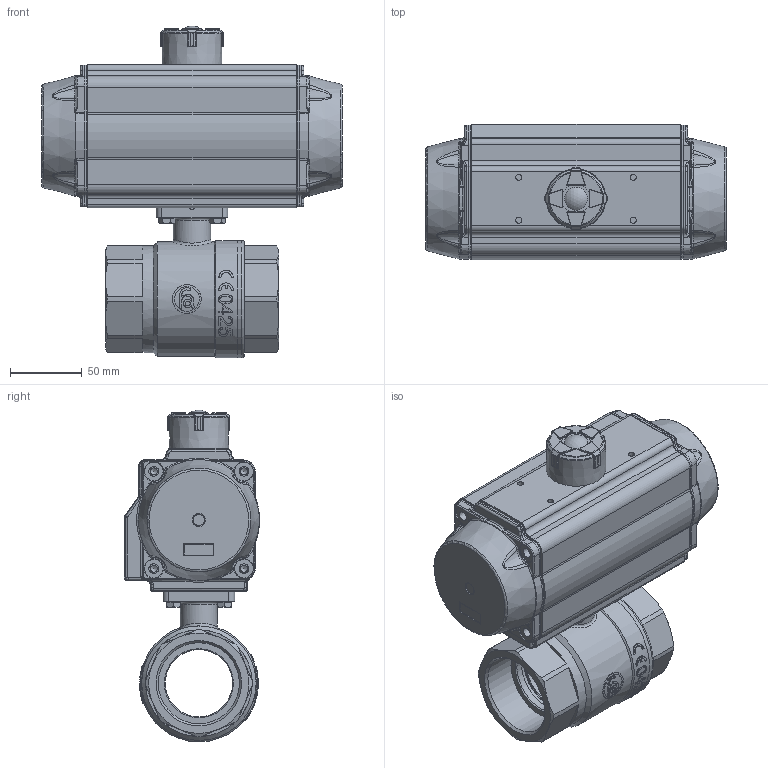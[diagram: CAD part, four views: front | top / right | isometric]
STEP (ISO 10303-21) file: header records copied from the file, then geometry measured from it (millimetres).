
FILE_DESCRIPTION(/* description */ ('Unknown'),/* implementation_level */ '2;1');
FILE_NAME(/* name */ 'PE03 0767-09',/* time_stamp */ '2025-01-14T12:15:03+01:00',/* author */ ('Unknown'),/* organization */ ('Unknown'),/* preprocessor_version */ 'ST-DEVELOPER v19.4',/* originating_system */ 'Solid Edge',/* authorisation */ 'Unknown');
FILE_SCHEMA (('AUTOMOTIVE_DESIGN {1 0 10303 214 3 1 1}'));
Products named in the file (21): PE030767-09; 2.110.050_(767-09); LA0160#11050; AT0042#36; LA0161#050; OR0072#V31; OR0072#V50; LA0022#050; SE0164#050; RO0079#12; PD04_PE03; vt75-2016-06-25; VTE75埴詰; vt75-2016-06-25  酘傷裔; huosai75; Welle; Optische Anzeige; ______; ________(___________; cup head nib bolts with large head gb_GB_FASTENER_BOLT_CHNBW M6X25-N; DIN 933 M6x18 A2-70 BLK_EDST
Assembly tree (30 placements, depth 4):
  PE030767-09
    2.110.050_(767-09)
      LA0160#11050
      AT0042#36
      LA0161#050
      OR0072#V31  x2
      OR0072#V50  x2
      LA0022#050
      SE0164#050  x2
      RO0079#12
    PD04_PE03
      vt75-2016-06-25
      VTE75埴詰
      vt75-2016-06-25  酘傷裔
      huosai75  x2
      Welle
      Optische Anzeige
        ______
        ________(___________  x4
        cup head nib bolts with large head gb_GB_FASTENER_BOLT_CHNBW M6X25-N
    DIN 933 M6x18 A2-70 BLK_EDST  x4
Bounding box: 210 x 94.39 x 231.81 mm (x, y, z)
Volume: 1143213.2 mm3; surface area: 389735.7 mm2
Topology: 27 solids, 27 shells, 3092 faces, 7522 edges, 4593 vertices
Faces by surface type: plane 922, cylinder 844, bspline 651, torus 426, cone 203, sphere 46
Full cylindrical faces by diameter (mm): 3 x16, 3.3 x8, 3.341 x1, 4.134 x8, 4.66 x1, 4.917 x13, 5.5 x1, 6 x9, 6.2 x1, 6.647 x6, 7 x4, 10 x4, 11.445 x2, 12 x2, 12.8 x2, 13 x10, 15.7 x1, 15.98 x3, 16 x1, 16.1 x1, 16.2 x1, 16.4 x1, 17.345 x1, 18 x2, 18.7 x1, 19.5 x2, 20 x8, 20.5 x1, 21 x12, 22 x1
Entity records: 97053 total; most frequent: CARTESIAN_POINT 44838, ORIENTED_EDGE 10678, DIRECTION 8988, EDGE_CURVE 5339, AXIS2_PLACEMENT_3D 3578, VERTEX_POINT 3497, FACE_BOUND 2928, EDGE_LOOP 2910
